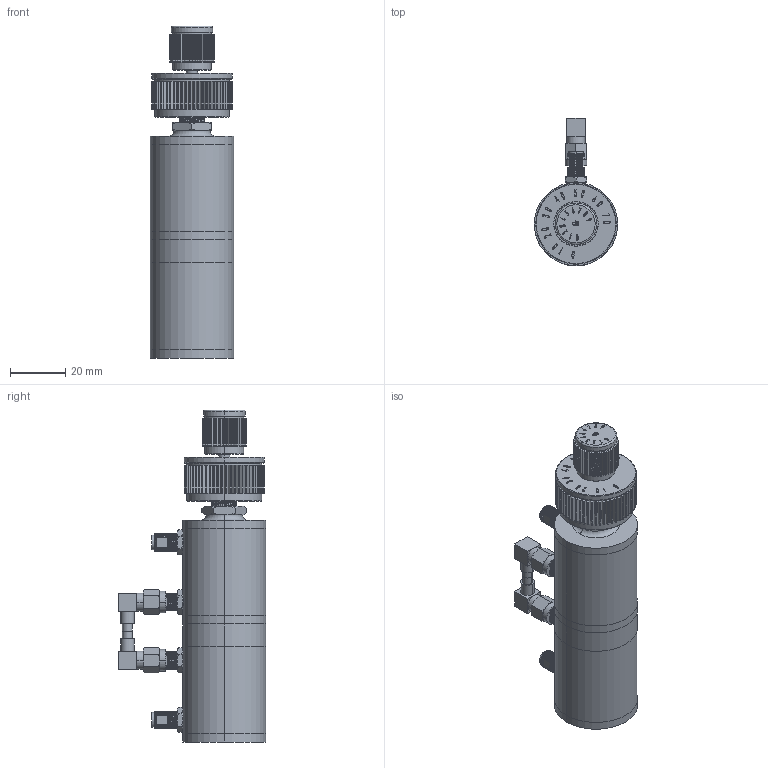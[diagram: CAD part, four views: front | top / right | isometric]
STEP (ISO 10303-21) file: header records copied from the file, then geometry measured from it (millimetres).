
FILE_DESCRIPTION (( 'STEP AP203' ), '1' );
FILE_NAME ('FMAT7440-70_3D.STEP', '2022-06-21T17:01:07', ( '' ), ( '' ), 'SwSTEP 2.0', 'SolidWorks 2021', '' );
FILE_SCHEMA (( 'CONFIG_CONTROL_DESIGN' ));
Length unit declared in the file: millimetre
Products named in the file (9): RSA_KNOB_MA2; RSA_BODY_1_MA2; RSA-SMAK_MA1; RSA-NUT2_MA2; FMAT7440-70_3D; RSA_NUT_MA1; RSA_KNOB-1_MA2; RSA-NUT TYPE CONNECTOR_MA1
Assembly tree (12 placements, depth 3):
  FMAT7440-70_3D
    RSA_BODY_1_MA2
    RSA-SMAK_MA1  x4
      RSA-SMAK_MA1
      RSA-NUT2_MA2
    RSA-NUT TYPE CONNECTOR_MA1  x2
    RSA_KNOB-1_MA2
    RSA_KNOB_MA2
    RSA_NUT_MA1
Bounding box: 30 x 53.3 x 119.8 mm (x, y, z)
Volume: 73255.4 mm3; surface area: 26115.5 mm2
Topology: 20 solids, 20 shells, 2005 faces, 5399 edges, 3496 vertices
Faces by surface type: plane 654, cylinder 643, bspline 612, cone 90, torus 6
Entity records: 150883 total; most frequent: CARTESIAN_POINT 123496, ORIENTED_EDGE 6232, DIRECTION 4414, EDGE_CURVE 3116, VERTEX_POINT 1985, VECTOR 1594, LINE 1594, AXIS2_PLACEMENT_3D 1410
